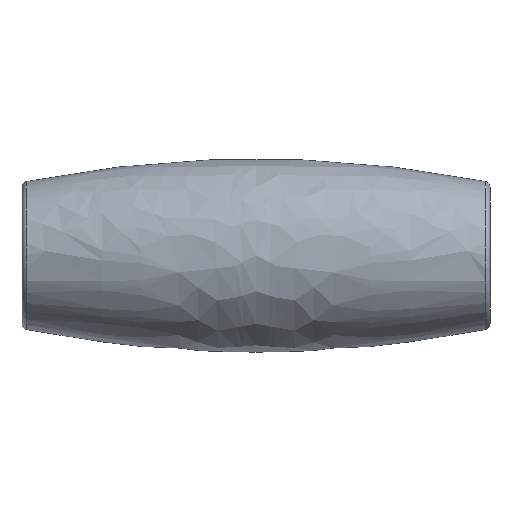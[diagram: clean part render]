
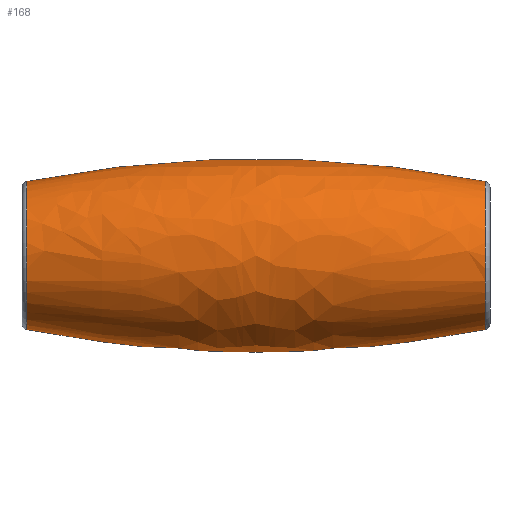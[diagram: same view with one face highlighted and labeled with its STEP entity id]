
A CAD part, front view. The second image highlights one B-rep face of the part: STEP entity #168.
In plain terms, the highlighted free-form (B-spline) face has degree [2, 2] with [3, 9] control points.
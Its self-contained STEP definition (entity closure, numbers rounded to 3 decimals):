
#14=(
BOUNDED_SURFACE()
B_SPLINE_SURFACE(2,2,((#315,#316,#317,#318,#319,#320,#321,#322,#323),(#324,
#325,#326,#327,#328,#329,#330,#331,#332),(#333,#334,#335,#336,#337,#338,
#339,#340,#341)),.UNSPECIFIED.,.F.,.T.,.F.)
B_SPLINE_SURFACE_WITH_KNOTS((3,3),(3,2,2,2,3),(-0.195,0.195),
(-3.142,-1.571,0.,1.571,3.142),
 .UNSPECIFIED.)
GEOMETRIC_REPRESENTATION_ITEM()
RATIONAL_B_SPLINE_SURFACE(((1.,0.707,1.,0.707,1.,
0.707,1.,0.707,1.),(0.981,0.694,
0.981,0.694,0.981,0.694,
0.981,0.694,0.981),(1.,0.707,
1.,0.707,1.,0.707,1.,0.707,1.)))
REPRESENTATION_ITEM('')
SURFACE()
);
#44=FACE_OUTER_BOUND('',#58,.T.);
#58=EDGE_LOOP('',(#150,#151,#152,#153,#154,#155));
#69=CIRCLE('',#197,12.661);
#70=CIRCLE('',#198,12.661);
#76=CIRCLE('',#208,12.661);
#80=CIRCLE('',#212,12.661);
#81=CIRCLE('',#214,202.);
#86=VERTEX_POINT('',#287);
#87=VERTEX_POINT('',#288);
#92=VERTEX_POINT('',#305);
#93=VERTEX_POINT('',#306);
#102=EDGE_CURVE('',#86,#87,#69,.T.);
#103=EDGE_CURVE('',#87,#86,#70,.T.);
#110=EDGE_CURVE('',#92,#93,#76,.T.);
#114=EDGE_CURVE('',#93,#92,#80,.T.);
#115=EDGE_CURVE('',#87,#93,#81,.T.);
#150=ORIENTED_EDGE('',*,*,#102,.T.);
#151=ORIENTED_EDGE('',*,*,#115,.T.);
#152=ORIENTED_EDGE('',*,*,#110,.F.);
#153=ORIENTED_EDGE('',*,*,#114,.F.);
#154=ORIENTED_EDGE('',*,*,#115,.F.);
#155=ORIENTED_EDGE('',*,*,#103,.T.);
#168=ADVANCED_FACE('',(#44),#14,.F.);
#197=AXIS2_PLACEMENT_3D('',#289,#235,#236);
#198=AXIS2_PLACEMENT_3D('',#290,#237,#238);
#208=AXIS2_PLACEMENT_3D('',#307,#258,#259);
#212=AXIS2_PLACEMENT_3D('',#313,#266,#267);
#214=AXIS2_PLACEMENT_3D('',#342,#270,#271);
#235=DIRECTION('center_axis',(-1.,0.,0.));
#236=DIRECTION('ref_axis',(0.,-1.,0.));
#237=DIRECTION('center_axis',(-1.,0.,0.));
#238=DIRECTION('ref_axis',(0.,-1.,0.));
#258=DIRECTION('center_axis',(-1.,0.,0.));
#259=DIRECTION('ref_axis',(0.,-1.,0.));
#266=DIRECTION('center_axis',(-1.,0.,0.));
#267=DIRECTION('ref_axis',(0.,-1.,0.));
#270=DIRECTION('center_axis',(0.,-1.,0.));
#271=DIRECTION('ref_axis',(0.,0.,1.));
#287=CARTESIAN_POINT('',(39.194,12.661,0.));
#288=CARTESIAN_POINT('',(39.194,0.,12.661));
#289=CARTESIAN_POINT('Origin',(39.194,0.,0.));
#290=CARTESIAN_POINT('Origin',(39.194,0.,0.));
#305=CARTESIAN_POINT('',(-39.194,12.661,0.));
#306=CARTESIAN_POINT('',(-39.194,0.,12.661));
#307=CARTESIAN_POINT('Origin',(-39.194,0.,0.));
#313=CARTESIAN_POINT('Origin',(-39.194,0.,0.));
#315=CARTESIAN_POINT('Ctrl Pts',(-39.194,0.,12.661));
#316=CARTESIAN_POINT('Ctrl Pts',(-39.194,-12.661,12.661));
#317=CARTESIAN_POINT('Ctrl Pts',(-39.194,-12.661,0.));
#318=CARTESIAN_POINT('Ctrl Pts',(-39.194,-12.661,-12.661));
#319=CARTESIAN_POINT('Ctrl Pts',(-39.194,0.,-12.661));
#320=CARTESIAN_POINT('Ctrl Pts',(-39.194,12.661,-12.661));
#321=CARTESIAN_POINT('Ctrl Pts',(-39.194,12.661,0.));
#322=CARTESIAN_POINT('Ctrl Pts',(-39.194,12.661,12.661));
#323=CARTESIAN_POINT('Ctrl Pts',(-39.194,0.,12.661));
#324=CARTESIAN_POINT('Ctrl Pts',(0.,0.,20.413));
#325=CARTESIAN_POINT('Ctrl Pts',(0.,-20.413,20.413));
#326=CARTESIAN_POINT('Ctrl Pts',(0.,-20.413,0.));
#327=CARTESIAN_POINT('Ctrl Pts',(0.,-20.413,-20.413));
#328=CARTESIAN_POINT('Ctrl Pts',(0.,0.,-20.413));
#329=CARTESIAN_POINT('Ctrl Pts',(0.,20.413,-20.413));
#330=CARTESIAN_POINT('Ctrl Pts',(0.,20.413,0.));
#331=CARTESIAN_POINT('Ctrl Pts',(0.,20.413,20.413));
#332=CARTESIAN_POINT('Ctrl Pts',(0.,0.,20.413));
#333=CARTESIAN_POINT('Ctrl Pts',(39.194,0.,12.661));
#334=CARTESIAN_POINT('Ctrl Pts',(39.194,-12.661,12.661));
#335=CARTESIAN_POINT('Ctrl Pts',(39.194,-12.661,0.));
#336=CARTESIAN_POINT('Ctrl Pts',(39.194,-12.661,-12.661));
#337=CARTESIAN_POINT('Ctrl Pts',(39.194,0.,-12.661));
#338=CARTESIAN_POINT('Ctrl Pts',(39.194,12.661,-12.661));
#339=CARTESIAN_POINT('Ctrl Pts',(39.194,12.661,0.));
#340=CARTESIAN_POINT('Ctrl Pts',(39.194,12.661,12.661));
#341=CARTESIAN_POINT('Ctrl Pts',(39.194,0.,12.661));
#342=CARTESIAN_POINT('Origin',(0.,0.,-185.5));
